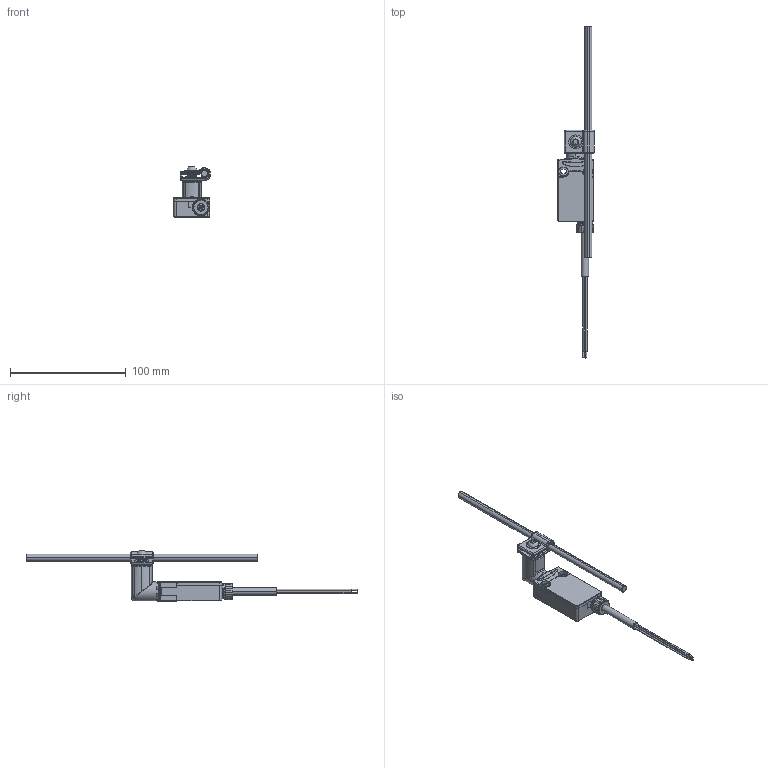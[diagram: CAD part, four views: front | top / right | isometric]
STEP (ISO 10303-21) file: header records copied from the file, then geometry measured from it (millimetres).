
FILE_DESCRIPTION (( 'STEP AP203' ), '1' );
FILE_NAME ('PS116Z11-L200J200_Default.step', '2022-10-27T18:29:26', ( 'Windows User' ), ( 'AUTOMATION DIRECT' ), 'SwSTEP 2.0', 'SolidWorks 2021', '' );
FILE_SCHEMA (( 'CONFIG_CONTROL_DESIGN' ));
Length unit declared in the file: inch
Products named in the file (1): PS116Z11-L200J200_Default
Bounding box: 31.5 x 286.5 x 43.25 mm (x, y, z)
Volume: 46396.9 mm3; surface area: 22667 mm2
Topology: 2 solids, 2 shells, 1185 faces, 3042 edges, 1851 vertices
Faces by surface type: cylinder 488, plane 361, bspline 304, torus 16, cone 16
Entity records: 47885 total; most frequent: CARTESIAN_POINT 21416, ORIENTED_EDGE 6036, DIRECTION 4991, EDGE_CURVE 3018, AXIS2_PLACEMENT_3D 1872, VERTEX_POINT 1851, VECTOR 1247, LINE 1247
